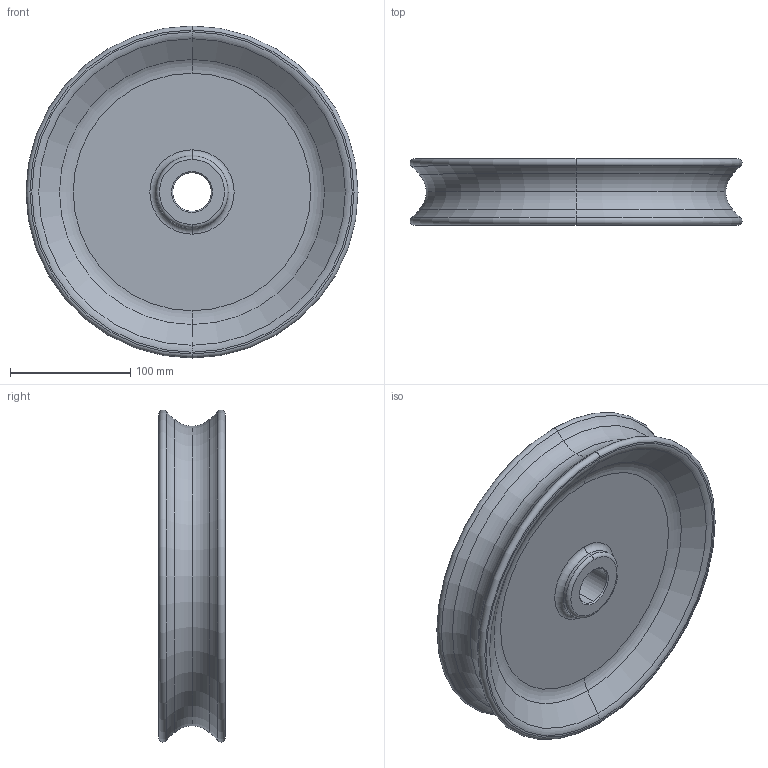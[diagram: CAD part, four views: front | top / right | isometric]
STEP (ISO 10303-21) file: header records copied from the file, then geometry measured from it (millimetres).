
FILE_DESCRIPTION (( 'STEP AP214' ), '1' );
FILE_NAME ('5942-1 DCNC Retraction System Wheel 50mm STEP214.STEP', '2022-06-28T14:35:31', ( '' ), ( '' ), 'SwSTEP 2.0', 'SolidWorks 2022', '' );
FILE_SCHEMA (( 'AUTOMOTIVE_DESIGN' ));
Length unit declared in the file: millimetre
Products named in the file (1): 5942-1 DCNC Retraction System Wheel 50mm STEP214
Bounding box: 275.98 x 55 x 275.98 mm (x, y, z)
Volume: 1452928.9 mm3; surface area: 182339.7 mm2
Topology: 1 solids, 1 shells, 48 faces, 96 edges, 54 vertices
Faces by surface type: torus 28, cone 8, cylinder 6, plane 6
Entity records: 1300 total; most frequent: DIRECTION 276, CARTESIAN_POINT 199, ORIENTED_EDGE 192, AXIS2_PLACEMENT_3D 131, EDGE_CURVE 96, CIRCLE 82, VERTEX_POINT 54, EDGE_LOOP 54
